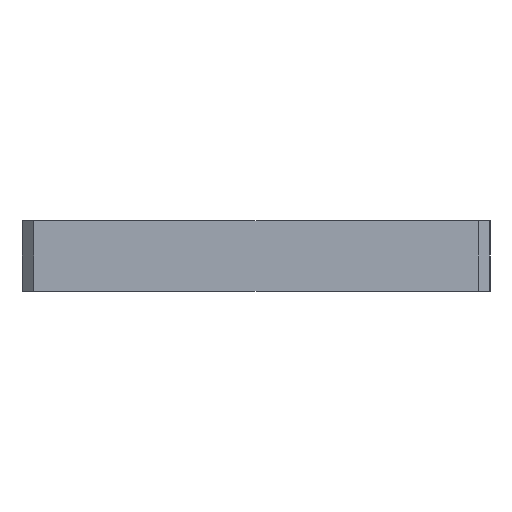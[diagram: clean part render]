
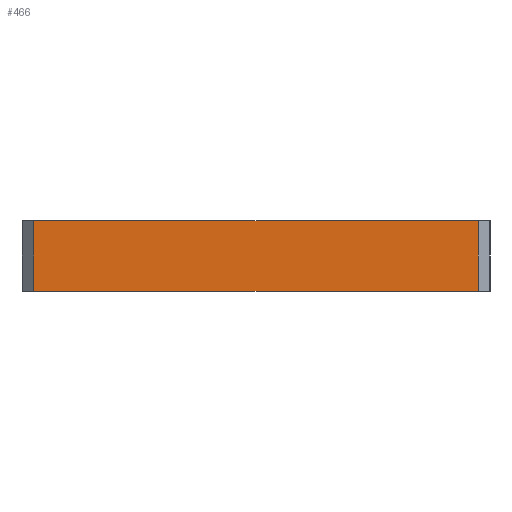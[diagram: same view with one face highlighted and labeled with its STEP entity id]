
A CAD part, left-side view. The second image highlights one B-rep face of the part: STEP entity #466.
In plain terms, the highlighted planar face has unit normal (-1, 0, 0).
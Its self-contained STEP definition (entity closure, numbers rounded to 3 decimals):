
#4 = VECTOR ( 'NONE', #331, 1000. ) ;
#17 = AXIS2_PLACEMENT_3D ( 'NONE', #294, #264, #272 ) ;
#39 = VECTOR ( 'NONE', #386, 1000. ) ;
#49 = VECTOR ( 'NONE', #334, 1000. ) ;
#53 = VECTOR ( 'NONE', #395, 1000. ) ;
#88 = VERTEX_POINT ( 'NONE', #215 ) ;
#89 = VERTEX_POINT ( 'NONE', #196 ) ;
#94 = VERTEX_POINT ( 'NONE', #128 ) ;
#117 = VERTEX_POINT ( 'NONE', #209 ) ;
#128 = CARTESIAN_POINT ( 'NONE',  ( -81.5, -9.5, 0. ) ) ;
#138 = EDGE_LOOP ( 'NONE', ( #178, #217, #177, #222 ) ) ;
#177 = ORIENTED_EDGE ( 'NONE', *, *, #491, .F. ) ;
#178 = ORIENTED_EDGE ( 'NONE', *, *, #476, .T. ) ;
#196 = CARTESIAN_POINT ( 'NONE',  ( -81.5, 9.5, 0. ) ) ;
#209 = CARTESIAN_POINT ( 'NONE',  ( -81.5, 9.5, 3. ) ) ;
#215 = CARTESIAN_POINT ( 'NONE',  ( -81.5, -9.5, 3. ) ) ;
#217 = ORIENTED_EDGE ( 'NONE', *, *, #498, .T. ) ;
#222 = ORIENTED_EDGE ( 'NONE', *, *, #482, .T. ) ;
#264 = DIRECTION ( 'NONE',  ( 1., 0., 0. ) ) ;
#265 = FACE_OUTER_BOUND ( 'NONE', #138, .T. ) ;
#272 = DIRECTION ( 'NONE',  ( 0., 0., -1. ) ) ;
#276 = PLANE ( 'NONE',  #17 ) ;
#294 = CARTESIAN_POINT ( 'NONE',  ( -81.5, 10., 3. ) ) ;
#300 = LINE ( 'NONE', #335, #4 ) ;
#305 = LINE ( 'NONE', #306, #49 ) ;
#306 = CARTESIAN_POINT ( 'NONE',  ( -81.5, 9.5, 3. ) ) ;
#331 = DIRECTION ( 'NONE',  ( 0., -1., 0. ) ) ;
#334 = DIRECTION ( 'NONE',  ( 0., 0., -1. ) ) ;
#335 = CARTESIAN_POINT ( 'NONE',  ( -81.5, 10., 0. ) ) ;
#338 = LINE ( 'NONE', #345, #53 ) ;
#345 = CARTESIAN_POINT ( 'NONE',  ( -81.5, 10., 3. ) ) ;
#360 = LINE ( 'NONE', #361, #39 ) ;
#361 = CARTESIAN_POINT ( 'NONE',  ( -81.5, -9.5, 3. ) ) ;
#386 = DIRECTION ( 'NONE',  ( 0., 0., 1. ) ) ;
#395 = DIRECTION ( 'NONE',  ( 0., -1., 0. ) ) ;
#466 = ADVANCED_FACE ( 'NONE', ( #265 ), #276, .F. ) ;
#476 = EDGE_CURVE ( 'NONE', #89, #94, #300, .T. ) ;
#482 = EDGE_CURVE ( 'NONE', #117, #89, #305, .T. ) ;
#491 = EDGE_CURVE ( 'NONE', #117, #88, #338, .T. ) ;
#498 = EDGE_CURVE ( 'NONE', #94, #88, #360, .T. ) ;
